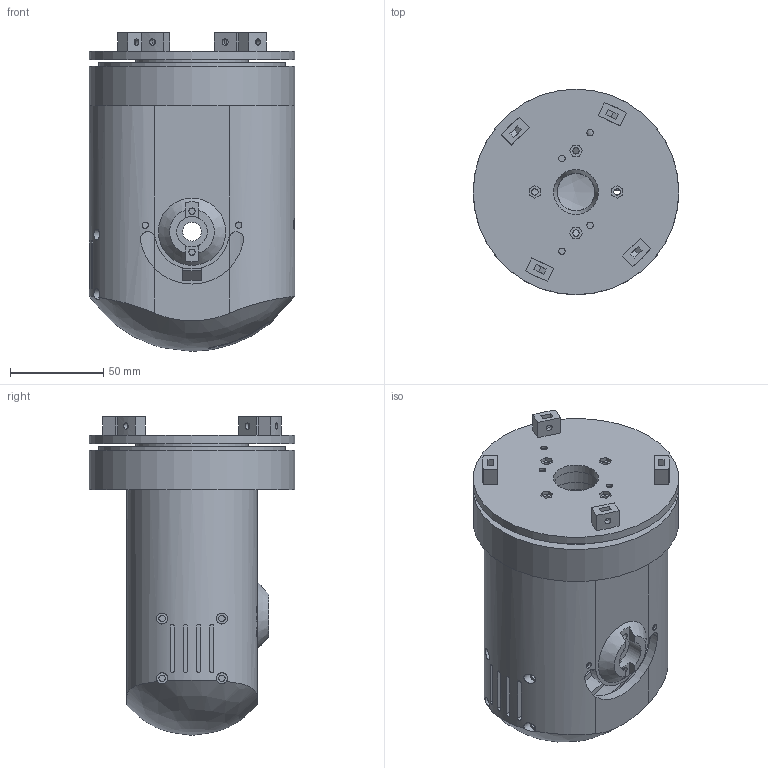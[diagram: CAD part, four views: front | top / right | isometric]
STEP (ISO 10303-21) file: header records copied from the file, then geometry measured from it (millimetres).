
FILE_DESCRIPTION(/* description */ (''),/* implementation_level */ '2;1');
FILE_NAME(/* name */ 'ART34.stp',/* time_stamp */ '2022-03-06T11:46:21+01:00',/* author */ ('Miroslav Kotrč'),/* organization */ (''),/* preprocessor_version */ 'ST-DEVELOPER v18',/* originating_system */ 'Autodesk Inventor 2020',/* authorisation */ '');
FILE_SCHEMA (('AUTOMOTIVE_DESIGN { 1 0 10303 214 3 1 1 }'));
Length unit declared in the file: millimetre
Products named in the file (8): ART34; Art4BodyBotv2; Art4TransmissionColumn; Art4TransmissionColumnv2B; CSN 024630 SKF - SKF 16010; Art4BearingRingv2; Art4BearingRingV2B; Art3Body
Assembly tree (7 placements, depth 2):
  ART34
    Art4BodyBotv2
    Art4TransmissionColumn
    Art4TransmissionColumnv2B
    CSN 024630 SKF - SKF 16010
    Art4BearingRingv2
    Art4BearingRingV2B
    Art3Body
Bounding box: 110.1 x 110.1 x 170.5 mm (x, y, z)
Volume: 441269.4 mm3; surface area: 194028.4 mm2
Topology: 7 solids, 7 shells, 561 faces, 1721 edges, 1199 vertices
Faces by surface type: plane 265, cylinder 131, bspline 122, torus 29, sphere 11, cone 3
Full cylindrical faces by diameter (mm): 3.4 x54, 5.9 x18, 10 x2, 16.4 x1, 20 x1, 24 x1, 30 x2, 34 x1, 40 x1, 50 x3, 55 x1, 57 x1, 59.6 x2, 60 x1, 70.4 x3, 74 x1, 80 x3, 80.8 x1, 100 x2, 100.4 x1, 110 x1, 110.1 x1
Entity records: 28470 total; most frequent: CARTESIAN_POINT 12936, ORIENTED_EDGE 3398, DIRECTION 2766, EDGE_CURVE 1699, VERTEX_POINT 1199, AXIS2_PLACEMENT_3D 973, LINE 820, VECTOR 820
